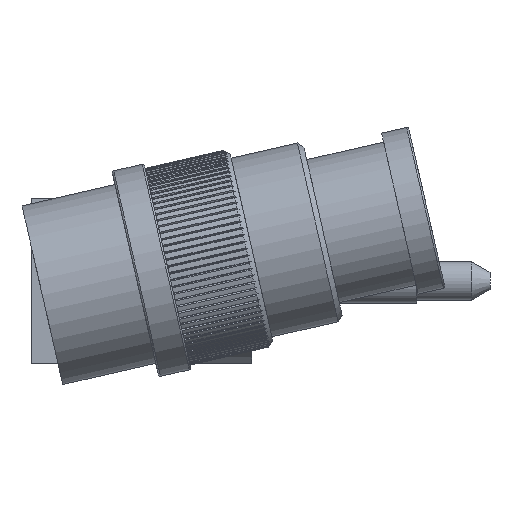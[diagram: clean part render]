
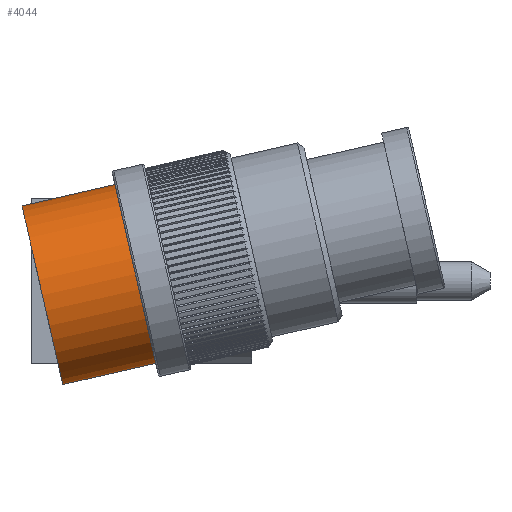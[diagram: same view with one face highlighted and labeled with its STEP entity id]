
A CAD part, front view. The second image highlights one B-rep face of the part: STEP entity #4044.
In plain terms, the highlighted cylindrical face has radius 5 mm (diameter 10 mm), a partial arc.
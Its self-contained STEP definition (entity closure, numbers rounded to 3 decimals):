
#297 = ORIENTED_EDGE ( 'NONE', *, *, #15966, .F. ) ;
#1083 = ORIENTED_EDGE ( 'NONE', *, *, #13426, .F. ) ;
#1494 = EDGE_CURVE ( 'NONE', #14830, #13591, #9093, .T. ) ;
#2534 = VECTOR ( 'NONE', #12790, 1000. ) ;
#2770 = ORIENTED_EDGE ( 'NONE', *, *, #15446, .T. ) ;
#2771 = DIRECTION ( 'NONE',  ( -0.223, 0., 0.975 ) ) ;
#2919 = CARTESIAN_POINT ( 'NONE',  ( -2.852, -46.729, -0.779 ) ) ;
#3034 = LINE ( 'NONE', #8662, #11576 ) ;
#3088 = LINE ( 'NONE', #21778, #2534 ) ;
#3514 = VERTEX_POINT ( 'NONE', #12836 ) ;
#3944 = ORIENTED_EDGE ( 'NONE', *, *, #1494, .F. ) ;
#4044 = ADVANCED_FACE ( 'NONE', ( #10543 ), #17906, .T. ) ;
#4543 = CARTESIAN_POINT ( 'NONE',  ( -2.852, -46.729, -0.779 ) ) ;
#4753 = DIRECTION ( 'NONE',  ( 0.223, 0., -0.975 ) ) ;
#5055 = VERTEX_POINT ( 'NONE', #18264 ) ;
#5325 = CARTESIAN_POINT ( 'NONE',  ( 3.33, -46.729, -4.496 ) ) ;
#5382 = DIRECTION ( 'NONE',  ( 0.975, 0., 0.223 ) ) ;
#8462 = AXIS2_PLACEMENT_3D ( 'NONE', #2919, #15658, #4753 ) ;
#8662 = CARTESIAN_POINT ( 'NONE',  ( -3.965, -46.729, 4.096 ) ) ;
#8758 = DIRECTION ( 'NONE',  ( 0.975, 0., 0.223 ) ) ;
#9093 = CIRCLE ( 'NONE', #18946, 5. ) ;
#9101 = EDGE_LOOP ( 'NONE', ( #1083, #2770, #3944, #297 ) ) ;
#9553 = CIRCLE ( 'NONE', #8462, 5. ) ;
#9574 = CARTESIAN_POINT ( 'NONE',  ( 1.105, -46.729, 5.253 ) ) ;
#10543 = FACE_OUTER_BOUND ( 'NONE', #9101, .T. ) ;
#11576 = VECTOR ( 'NONE', #8758, 1000. ) ;
#12790 = DIRECTION ( 'NONE',  ( 0.975, 0., 0.223 ) ) ;
#12836 = CARTESIAN_POINT ( 'NONE',  ( -1.739, -46.729, -5.654 ) ) ;
#13426 = EDGE_CURVE ( 'NONE', #3514, #5055, #9553, .T. ) ;
#13591 = VERTEX_POINT ( 'NONE', #5325 ) ;
#14830 = VERTEX_POINT ( 'NONE', #9574 ) ;
#15446 = EDGE_CURVE ( 'NONE', #3514, #13591, #3088, .T. ) ;
#15658 = DIRECTION ( 'NONE',  ( -0.975, 0., -0.223 ) ) ;
#15966 = EDGE_CURVE ( 'NONE', #5055, #14830, #3034, .T. ) ;
#16295 = CARTESIAN_POINT ( 'NONE',  ( 2.218, -46.729, 0.378 ) ) ;
#17906 = CYLINDRICAL_SURFACE ( 'NONE', #22298, 5. ) ;
#18077 = DIRECTION ( 'NONE',  ( -0.223, 0., 0.975 ) ) ;
#18264 = CARTESIAN_POINT ( 'NONE',  ( -3.965, -46.729, 4.096 ) ) ;
#18946 = AXIS2_PLACEMENT_3D ( 'NONE', #16295, #5382, #18077 ) ;
#19073 = DIRECTION ( 'NONE',  ( 0.975, 0., 0.223 ) ) ;
#21778 = CARTESIAN_POINT ( 'NONE',  ( -1.739, -46.729, -5.654 ) ) ;
#22298 = AXIS2_PLACEMENT_3D ( 'NONE', #4543, #19073, #2771 ) ;
